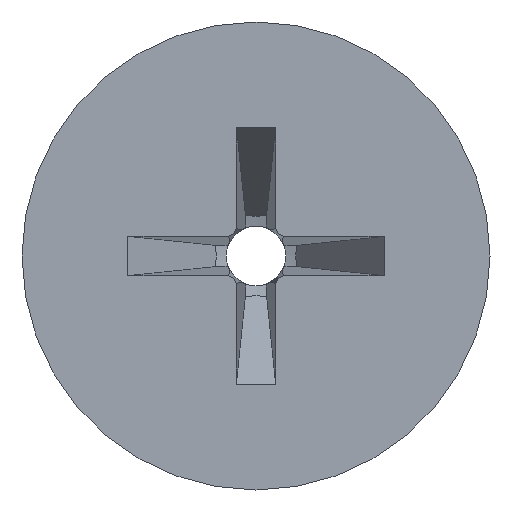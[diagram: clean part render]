
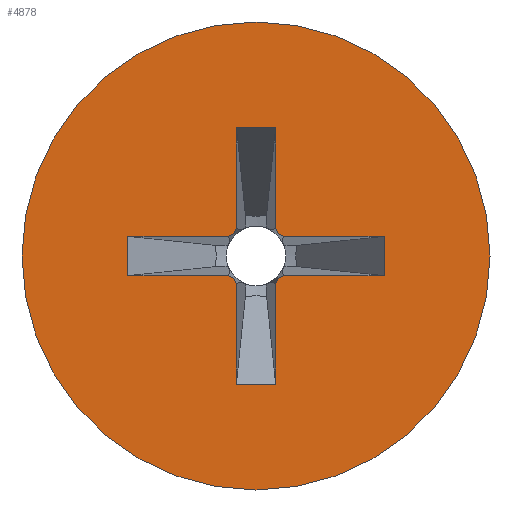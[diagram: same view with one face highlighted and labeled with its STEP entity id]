
A CAD part, left-side view. The second image highlights one B-rep face of the part: STEP entity #4878.
In plain terms, the highlighted planar face has unit normal (-1, 0, 0).
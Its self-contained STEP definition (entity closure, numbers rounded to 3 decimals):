
#115=CARTESIAN_POINT('',(0.,0.,0.));
#116=DIRECTION('',(-1.,0.,0.));
#117=DIRECTION('',(0.,1.,0.));
#118=AXIS2_PLACEMENT_3D('',#115,#116,#117);
#120=CARTESIAN_POINT('',(0.,0.,0.));
#121=DIRECTION('',(1.,0.,0.));
#122=DIRECTION('',(0.,1.,0.));
#123=AXIS2_PLACEMENT_3D('',#120,#121,#122);
#125=DIRECTION('',(0.,0.423,-0.906));
#126=VECTOR('',#125,0.102);
#127=CARTESIAN_POINT('',(0.,-0.396,-0.396));
#128=LINE('',#127,#126);
#129=DIRECTION('',(0.,0.906,-0.423));
#130=VECTOR('',#129,0.102);
#131=CARTESIAN_POINT('',(0.,-0.488,-0.353));
#132=LINE('',#131,#130);
#133=DIRECTION('',(0.,1.,0.));
#134=VECTOR('',#133,1.812);
#135=CARTESIAN_POINT('',(0.,-2.3,-0.353));
#136=LINE('',#135,#134);
#137=DIRECTION('',(0.,0.,-1.));
#138=VECTOR('',#137,0.705);
#139=CARTESIAN_POINT('',(0.,-2.3,0.353));
#140=LINE('',#139,#138);
#141=DIRECTION('',(0.,1.,0.));
#142=VECTOR('',#141,1.812);
#143=CARTESIAN_POINT('',(0.,-2.3,0.353));
#144=LINE('',#143,#142);
#145=DIRECTION('',(0.,0.906,0.423));
#146=VECTOR('',#145,0.102);
#147=CARTESIAN_POINT('',(0.,-0.488,0.353));
#148=LINE('',#147,#146);
#149=DIRECTION('',(0.,-0.423,-0.906));
#150=VECTOR('',#149,0.102);
#151=CARTESIAN_POINT('',(0.,-0.353,0.488));
#152=LINE('',#151,#150);
#153=DIRECTION('',(0.,0.,-1.));
#154=VECTOR('',#153,1.812);
#155=CARTESIAN_POINT('',(0.,-0.353,2.3));
#156=LINE('',#155,#154);
#157=DIRECTION('',(0.,1.,0.));
#158=VECTOR('',#157,0.705);
#159=CARTESIAN_POINT('',(0.,-0.353,2.3));
#160=LINE('',#159,#158);
#161=DIRECTION('',(0.,0.,-1.));
#162=VECTOR('',#161,1.812);
#163=CARTESIAN_POINT('',(0.,0.353,2.3));
#164=LINE('',#163,#162);
#165=DIRECTION('',(0.,0.423,-0.906));
#166=VECTOR('',#165,0.102);
#167=CARTESIAN_POINT('',(0.,0.353,0.488));
#168=LINE('',#167,#166);
#169=DIRECTION('',(0.,0.906,-0.423));
#170=VECTOR('',#169,0.102);
#171=CARTESIAN_POINT('',(0.,0.396,0.396));
#172=LINE('',#171,#170);
#173=DIRECTION('',(0.,1.,0.));
#174=VECTOR('',#173,1.812);
#175=CARTESIAN_POINT('',(0.,0.488,0.353));
#176=LINE('',#175,#174);
#177=DIRECTION('',(0.,0.,-1.));
#178=VECTOR('',#177,0.705);
#179=CARTESIAN_POINT('',(0.,2.3,0.353));
#180=LINE('',#179,#178);
#181=DIRECTION('',(0.,1.,0.));
#182=VECTOR('',#181,1.812);
#183=CARTESIAN_POINT('',(0.,0.488,-0.353));
#184=LINE('',#183,#182);
#185=DIRECTION('',(0.,0.906,0.423));
#186=VECTOR('',#185,0.102);
#187=CARTESIAN_POINT('',(0.,0.396,-0.396));
#188=LINE('',#187,#186);
#189=DIRECTION('',(0.,-0.423,-0.906));
#190=VECTOR('',#189,0.102);
#191=CARTESIAN_POINT('',(0.,0.396,-0.396));
#192=LINE('',#191,#190);
#193=DIRECTION('',(0.,0.,-1.));
#194=VECTOR('',#193,1.812);
#195=CARTESIAN_POINT('',(0.,0.353,-0.488));
#196=LINE('',#195,#194);
#197=DIRECTION('',(0.,1.,0.));
#198=VECTOR('',#197,0.705);
#199=CARTESIAN_POINT('',(0.,-0.353,-2.3));
#200=LINE('',#199,#198);
#201=DIRECTION('',(0.,0.,-1.));
#202=VECTOR('',#201,1.812);
#203=CARTESIAN_POINT('',(0.,-0.353,-0.488));
#204=LINE('',#203,#202);
#4693=CARTESIAN_POINT('',(0.,4.2,0.));
#4695=VERTEX_POINT('',#4693);
#4697=CARTESIAN_POINT('',(0.,-4.2,0.));
#4699=VERTEX_POINT('',#4697);
#4753=CARTESIAN_POINT('',(0.,-0.396,-0.396));
#4754=CARTESIAN_POINT('',(0.,-0.353,-0.488));
#4755=VERTEX_POINT('',#4753);
#4756=VERTEX_POINT('',#4754);
#4757=CARTESIAN_POINT('',(0.,-0.488,-0.353));
#4758=VERTEX_POINT('',#4757);
#4759=CARTESIAN_POINT('',(0.,-2.3,-0.353));
#4760=VERTEX_POINT('',#4759);
#4761=CARTESIAN_POINT('',(0.,-2.3,0.353));
#4762=VERTEX_POINT('',#4761);
#4763=CARTESIAN_POINT('',(0.,-0.488,0.353));
#4764=VERTEX_POINT('',#4763);
#4765=CARTESIAN_POINT('',(0.,-0.396,0.396));
#4766=VERTEX_POINT('',#4765);
#4767=CARTESIAN_POINT('',(0.,-0.353,0.488));
#4768=VERTEX_POINT('',#4767);
#4769=CARTESIAN_POINT('',(0.,-0.353,2.3));
#4770=VERTEX_POINT('',#4769);
#4771=CARTESIAN_POINT('',(0.,0.353,2.3));
#4772=VERTEX_POINT('',#4771);
#4773=CARTESIAN_POINT('',(0.,0.353,0.488));
#4774=VERTEX_POINT('',#4773);
#4775=CARTESIAN_POINT('',(0.,0.396,0.396));
#4776=VERTEX_POINT('',#4775);
#4777=CARTESIAN_POINT('',(0.,0.488,0.353));
#4778=VERTEX_POINT('',#4777);
#4779=CARTESIAN_POINT('',(0.,2.3,0.353));
#4780=VERTEX_POINT('',#4779);
#4781=CARTESIAN_POINT('',(0.,2.3,-0.353));
#4782=VERTEX_POINT('',#4781);
#4783=CARTESIAN_POINT('',(0.,0.488,-0.353));
#4784=VERTEX_POINT('',#4783);
#4785=CARTESIAN_POINT('',(0.,0.396,-0.396));
#4786=VERTEX_POINT('',#4785);
#4787=CARTESIAN_POINT('',(0.,0.353,-0.488));
#4788=VERTEX_POINT('',#4787);
#4789=CARTESIAN_POINT('',(0.,0.353,-2.3));
#4790=VERTEX_POINT('',#4789);
#4791=CARTESIAN_POINT('',(0.,-0.353,-2.3));
#4792=VERTEX_POINT('',#4791);
#4825=CARTESIAN_POINT('',(0.,0.,0.));
#4826=DIRECTION('',(1.,0.,0.));
#4827=DIRECTION('',(0.,-1.,0.));
#4828=AXIS2_PLACEMENT_3D('',#4825,#4826,#4827);
#4829=PLANE('',#4828);
#4831=ORIENTED_EDGE('',*,*,#4830,.F.);
#4833=ORIENTED_EDGE('',*,*,#4832,.T.);
#4834=EDGE_LOOP('',(#4831,#4833));
#4835=FACE_OUTER_BOUND('',#4834,.F.);
#4837=ORIENTED_EDGE('',*,*,#4836,.F.);
#4839=ORIENTED_EDGE('',*,*,#4838,.F.);
#4841=ORIENTED_EDGE('',*,*,#4840,.F.);
#4843=ORIENTED_EDGE('',*,*,#4842,.F.);
#4845=ORIENTED_EDGE('',*,*,#4844,.T.);
#4847=ORIENTED_EDGE('',*,*,#4846,.T.);
#4849=ORIENTED_EDGE('',*,*,#4848,.F.);
#4851=ORIENTED_EDGE('',*,*,#4850,.F.);
#4853=ORIENTED_EDGE('',*,*,#4852,.T.);
#4855=ORIENTED_EDGE('',*,*,#4854,.T.);
#4857=ORIENTED_EDGE('',*,*,#4856,.T.);
#4859=ORIENTED_EDGE('',*,*,#4858,.T.);
#4861=ORIENTED_EDGE('',*,*,#4860,.T.);
#4863=ORIENTED_EDGE('',*,*,#4862,.T.);
#4865=ORIENTED_EDGE('',*,*,#4864,.F.);
#4867=ORIENTED_EDGE('',*,*,#4866,.F.);
#4869=ORIENTED_EDGE('',*,*,#4868,.T.);
#4871=ORIENTED_EDGE('',*,*,#4870,.T.);
#4873=ORIENTED_EDGE('',*,*,#4872,.F.);
#4875=ORIENTED_EDGE('',*,*,#4874,.F.);
#4876=EDGE_LOOP('',(#4837,#4839,#4841,#4843,#4845,#4847,#4849,#4851,#4853,#4855,
#4857,#4859,#4861,#4863,#4865,#4867,#4869,#4871,#4873,#4875));
#4877=FACE_BOUND('',#4876,.F.);
#119=CIRCLE('',#118,4.2);
#124=CIRCLE('',#123,4.2);
#4830=EDGE_CURVE('',#4695,#4699,#119,.T.);
#4832=EDGE_CURVE('',#4695,#4699,#124,.T.);
#4836=EDGE_CURVE('',#4755,#4756,#128,.T.);
#4838=EDGE_CURVE('',#4758,#4755,#132,.T.);
#4840=EDGE_CURVE('',#4760,#4758,#136,.T.);
#4842=EDGE_CURVE('',#4762,#4760,#140,.T.);
#4844=EDGE_CURVE('',#4762,#4764,#144,.T.);
#4846=EDGE_CURVE('',#4764,#4766,#148,.T.);
#4848=EDGE_CURVE('',#4768,#4766,#152,.T.);
#4850=EDGE_CURVE('',#4770,#4768,#156,.T.);
#4852=EDGE_CURVE('',#4770,#4772,#160,.T.);
#4854=EDGE_CURVE('',#4772,#4774,#164,.T.);
#4856=EDGE_CURVE('',#4774,#4776,#168,.T.);
#4858=EDGE_CURVE('',#4776,#4778,#172,.T.);
#4860=EDGE_CURVE('',#4778,#4780,#176,.T.);
#4862=EDGE_CURVE('',#4780,#4782,#180,.T.);
#4864=EDGE_CURVE('',#4784,#4782,#184,.T.);
#4866=EDGE_CURVE('',#4786,#4784,#188,.T.);
#4868=EDGE_CURVE('',#4786,#4788,#192,.T.);
#4870=EDGE_CURVE('',#4788,#4790,#196,.T.);
#4872=EDGE_CURVE('',#4792,#4790,#200,.T.);
#4874=EDGE_CURVE('',#4756,#4792,#204,.T.);
#4878=ADVANCED_FACE('',(#4835,#4877),#4829,.F.);
